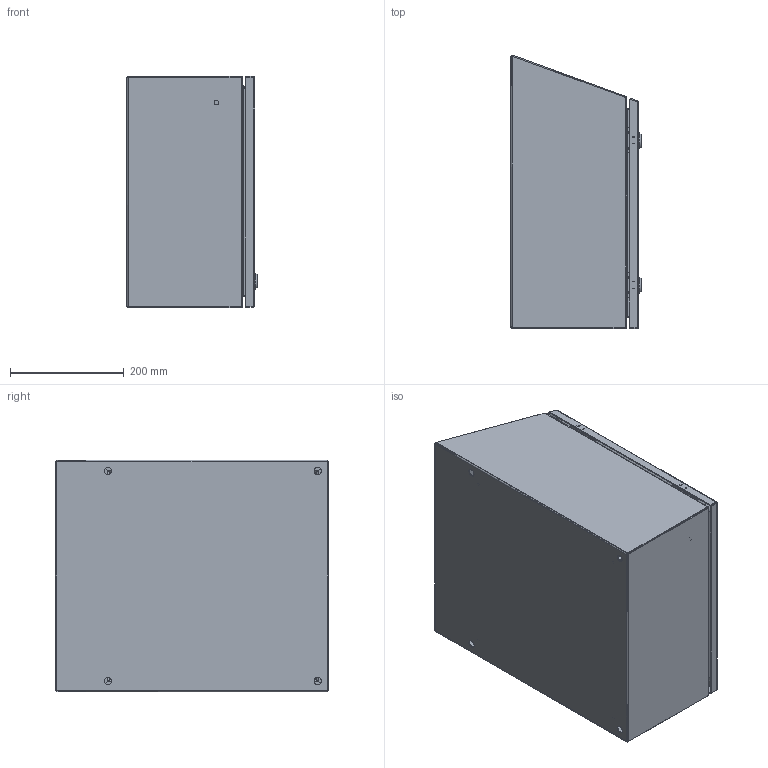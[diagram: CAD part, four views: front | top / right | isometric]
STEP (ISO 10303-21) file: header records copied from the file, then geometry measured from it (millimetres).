
FILE_DESCRIPTION (( 'STEP AP214' ), '1' );
FILE_NAME ('ST161608SS.STEP', '2019-07-15T20:21:25', ( '' ), ( '' ), 'SwSTEP 2.0', 'SolidWorks 2018', '' );
FILE_SCHEMA (( 'AUTOMOTIVE_DESIGN' ));
Length unit declared in the file: inch
Products named in the file (1): ST161608SS
Bounding box: 228.52 x 479.62 x 406.4 mm (x, y, z)
Volume: 1549831.4 mm3; surface area: 1676879.6 mm2
Topology: 27 solids, 28 shells, 777 faces, 1803 edges, 1110 vertices
Faces by surface type: plane 410, cylinder 231, bspline 88, cone 24, torus 24
Entity records: 34482 total; most frequent: CARTESIAN_POINT 6595, DIRECTION 3600, ORIENTED_EDGE 3582, EDGE_CURVE 1791, AXIS2_PLACEMENT_3D 1256, VERTEX_POINT 1110, LINE 1088, VECTOR 1088
